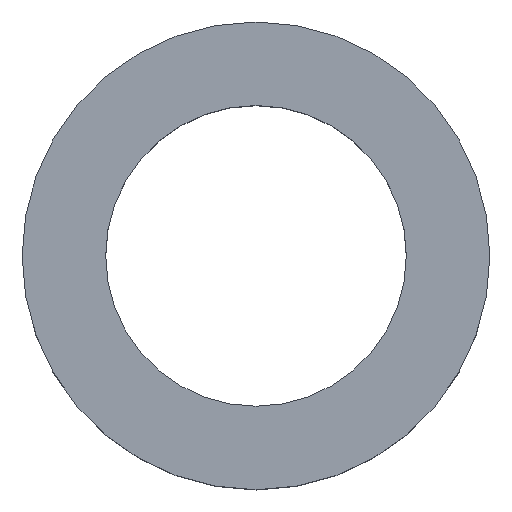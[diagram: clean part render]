
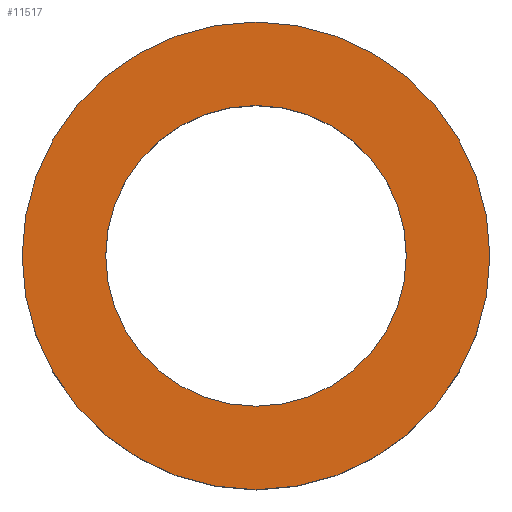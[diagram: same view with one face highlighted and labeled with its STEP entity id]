
A CAD part, top view. The second image highlights one B-rep face of the part: STEP entity #11517.
In plain terms, the highlighted planar face has unit normal (0, 0, 1).
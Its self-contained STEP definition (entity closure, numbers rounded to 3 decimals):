
#24=PLANE('',#13347);
#4537=ORIENTED_EDGE('',*,*,#6649,.T.);
#4538=ORIENTED_EDGE('',*,*,#6647,.F.);
#6647=EDGE_CURVE('',#7855,#7855,#9063,.T.);
#6649=EDGE_CURVE('',#7857,#7857,#9065,.T.);
#7855=VERTEX_POINT('',#21208);
#7857=VERTEX_POINT('',#21213);
#9063=CIRCLE('',#13345,18.669);
#9065=CIRCLE('',#13348,12.);
#9680=EDGE_LOOP('',(#4537));
#9681=EDGE_LOOP('',(#4538));
#10300=FACE_BOUND('',#9680,.T.);
#10301=FACE_BOUND('',#9681,.T.);
#11517=ADVANCED_FACE('',(#10300,#10301),#24,.F.);
#13345=AXIS2_PLACEMENT_3D('',#21207,#17577,#17578);
#13347=AXIS2_PLACEMENT_3D('',#21211,#17581,#17582);
#13348=AXIS2_PLACEMENT_3D('',#21212,#17583,#17584);
#17577=DIRECTION('',(0.,0.,-1.));
#17578=DIRECTION('',(0.,1.,0.));
#17581=DIRECTION('',(0.,0.,-1.));
#17582=DIRECTION('',(-1.,0.,0.));
#17583=DIRECTION('',(0.,0.,-1.));
#17584=DIRECTION('',(0.,1.,0.));
#21207=CARTESIAN_POINT('',(0.,0.,2.889));
#21208=CARTESIAN_POINT('',(0.,18.669,2.889));
#21211=CARTESIAN_POINT('',(0.,0.,2.889));
#21212=CARTESIAN_POINT('',(0.,0.,2.889));
#21213=CARTESIAN_POINT('',(0.,12.,2.889));
